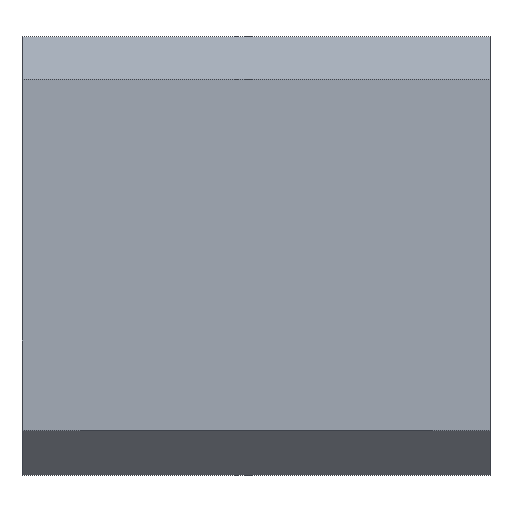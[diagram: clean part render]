
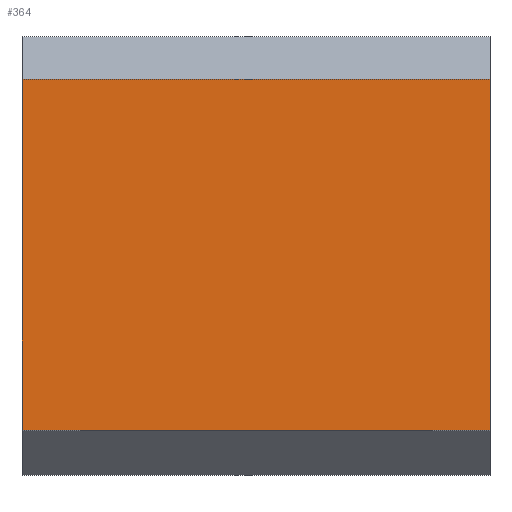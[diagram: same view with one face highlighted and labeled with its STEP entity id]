
A CAD part, top view. The second image highlights one B-rep face of the part: STEP entity #364.
In plain terms, the highlighted planar face has unit normal (0, 0, 1).
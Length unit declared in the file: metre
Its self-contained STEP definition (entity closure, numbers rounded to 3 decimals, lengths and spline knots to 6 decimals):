
#46=ORIENTED_EDGE('',*,*,#133,.F.);
#47=ORIENTED_EDGE('',*,*,#146,.T.);
#48=ORIENTED_EDGE('',*,*,#120,.F.);
#49=ORIENTED_EDGE('',*,*,#147,.F.);
#120=EDGE_CURVE('',#170,#171,#204,.T.);
#133=EDGE_CURVE('',#183,#184,#217,.T.);
#146=EDGE_CURVE('',#183,#171,#230,.T.);
#147=EDGE_CURVE('',#184,#170,#231,.T.);
#170=VERTEX_POINT('',#502);
#171=VERTEX_POINT('',#503);
#183=VERTEX_POINT('',#529);
#184=VERTEX_POINT('',#530);
#204=LINE('',#501,#254);
#217=LINE('',#528,#267);
#230=LINE('',#555,#280);
#231=LINE('',#556,#281);
#254=VECTOR('',#415,1.);
#267=VECTOR('',#430,1.);
#280=VECTOR('',#445,1.);
#281=VECTOR('',#446,1.);
#306=EDGE_LOOP('',(#46,#47,#48,#49));
#326=FACE_BOUND('',#306,.T.);
#346=PLANE('',#395);
#364=ADVANCED_FACE('',(#326),#346,.T.);
#395=AXIS2_PLACEMENT_3D('',#554,#443,#444);
#415=DIRECTION('',(0.,1.,0.));
#430=DIRECTION('',(0.,-1.,0.));
#443=DIRECTION('',(0.,0.,1.));
#444=DIRECTION('',(0.,1.,0.));
#445=DIRECTION('',(-1.,0.,0.));
#446=DIRECTION('',(-1.,0.,0.));
#501=CARTESIAN_POINT('',(0.006,-0.021,0.026));
#502=CARTESIAN_POINT('',(0.006,-0.027,0.026));
#503=CARTESIAN_POINT('',(0.006,-0.021,0.026));
#528=CARTESIAN_POINT('',(0.014,-0.021,0.026));
#529=CARTESIAN_POINT('',(0.014,-0.021,0.026));
#530=CARTESIAN_POINT('',(0.014,-0.027,0.026));
#554=CARTESIAN_POINT('',(0.014,-0.027,0.026));
#555=CARTESIAN_POINT('',(0.014,-0.021,0.026));
#556=CARTESIAN_POINT('',(0.014,-0.027,0.026));
